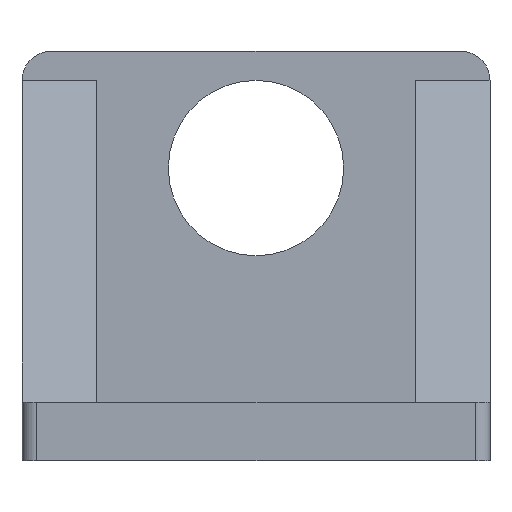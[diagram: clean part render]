
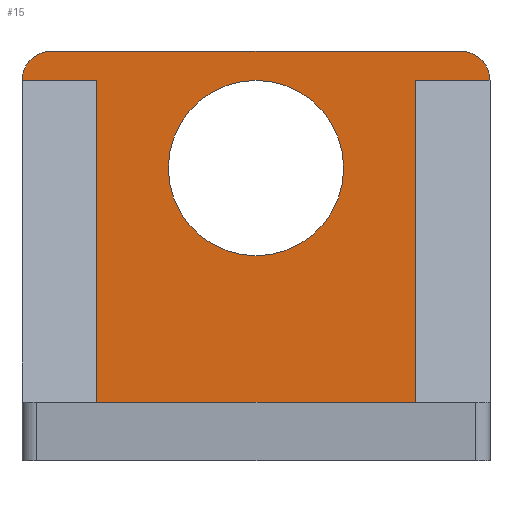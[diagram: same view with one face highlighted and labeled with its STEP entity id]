
A CAD part, left-side view. The second image highlights one B-rep face of the part: STEP entity #15.
In plain terms, the highlighted planar face has unit normal (-1, 0, 0).
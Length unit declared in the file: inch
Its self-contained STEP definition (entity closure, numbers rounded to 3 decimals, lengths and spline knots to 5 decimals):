
#8 = EDGE_CURVE ( 'NONE', #32, #750, #1076, .T. ) ;
#9 = EDGE_LOOP ( 'NONE', ( #356, #265 ) ) ;
#13 = CARTESIAN_POINT ( 'NONE',  ( 3.73701, 2.14961, 5.1174 ) ) ;
#15 = ADVANCED_FACE ( 'NONE', ( #1033, #748 ), #781, .F. ) ;
#18 = VERTEX_POINT ( 'NONE', #13 ) ;
#25 = CARTESIAN_POINT ( 'NONE',  ( 3.73701, 3.14961, 5.5074 ) ) ;
#30 = VECTOR ( 'NONE', #620, 39.37008 ) ;
#32 = VERTEX_POINT ( 'NONE', #690 ) ;
#36 = LINE ( 'NONE', #775, #1101 ) ;
#44 = CARTESIAN_POINT ( 'NONE',  ( 3.73701, -2.14961, 5.1174 ) ) ;
#70 = VECTOR ( 'NONE', #575, 39.37008 ) ;
#77 = LINE ( 'NONE', #936, #937 ) ;
#82 = CARTESIAN_POINT ( 'NONE',  ( 3.73701, 0., 0. ) ) ;
#84 = VERTEX_POINT ( 'NONE', #795 ) ;
#104 = DIRECTION ( 'NONE',  ( -1., 0., 0. ) ) ;
#130 = DIRECTION ( 'NONE',  ( -1., 0., 0. ) ) ;
#145 = CARTESIAN_POINT ( 'NONE',  ( 3.73701, 0., 3.9374 ) ) ;
#158 = AXIS2_PLACEMENT_3D ( 'NONE', #145, #1050, #516 ) ;
#168 = EDGE_CURVE ( 'NONE', #933, #466, #845, .T. ) ;
#179 = CARTESIAN_POINT ( 'NONE',  ( 3.73701, 0., 3.9374 ) ) ;
#199 = LINE ( 'NONE', #661, #70 ) ;
#208 = CARTESIAN_POINT ( 'NONE',  ( 3.73701, 2.14961, 5.1174 ) ) ;
#220 = DIRECTION ( 'NONE',  ( 0., 0., -1. ) ) ;
#222 = VECTOR ( 'NONE', #828, 39.37008 ) ;
#229 = CARTESIAN_POINT ( 'NONE',  ( 3.73701, -2.75961, 5.5074 ) ) ;
#234 = VERTEX_POINT ( 'NONE', #1084 ) ;
#238 = EDGE_CURVE ( 'NONE', #713, #84, #1043, .T. ) ;
#249 = DIRECTION ( 'NONE',  ( 0., 0., 1. ) ) ;
#256 = DIRECTION ( 'NONE',  ( 1., 0., 0. ) ) ;
#265 = ORIENTED_EDGE ( 'NONE', *, *, #8, .T. ) ;
#269 = DIRECTION ( 'NONE',  ( 1., 0., 0. ) ) ;
#273 = ORIENTED_EDGE ( 'NONE', *, *, #892, .T. ) ;
#281 = EDGE_CURVE ( 'NONE', #18, #887, #481, .T. ) ;
#317 = ORIENTED_EDGE ( 'NONE', *, *, #587, .F. ) ;
#344 = DIRECTION ( 'NONE',  ( 0., 0., -1. ) ) ;
#356 = ORIENTED_EDGE ( 'NONE', *, *, #508, .T. ) ;
#377 = CARTESIAN_POINT ( 'NONE',  ( 3.73701, 2.75961, 5.5074 ) ) ;
#400 = LINE ( 'NONE', #25, #30 ) ;
#419 = EDGE_CURVE ( 'NONE', #18, #84, #199, .T. ) ;
#449 = CARTESIAN_POINT ( 'NONE',  ( 3.73701, -2.75961, 5.1174 ) ) ;
#466 = VERTEX_POINT ( 'NONE', #229 ) ;
#481 = LINE ( 'NONE', #208, #222 ) ;
#492 = ORIENTED_EDGE ( 'NONE', *, *, #281, .T. ) ;
#508 = EDGE_CURVE ( 'NONE', #750, #32, #860, .T. ) ;
#516 = DIRECTION ( 'NONE',  ( 0., 0., -1. ) ) ;
#525 = ORIENTED_EDGE ( 'NONE', *, *, #1028, .T. ) ;
#561 = CARTESIAN_POINT ( 'NONE',  ( 3.73701, -3.14961, 5.1174 ) ) ;
#569 = ORIENTED_EDGE ( 'NONE', *, *, #419, .F. ) ;
#572 = ORIENTED_EDGE ( 'NONE', *, *, #1049, .F. ) ;
#573 = LINE ( 'NONE', #622, #717 ) ;
#575 = DIRECTION ( 'NONE',  ( 0., 1., 0. ) ) ;
#587 = EDGE_CURVE ( 'NONE', #713, #466, #400, .T. ) ;
#591 = AXIS2_PLACEMENT_3D ( 'NONE', #635, #130, #220 ) ;
#620 = DIRECTION ( 'NONE',  ( 0., -1., 0. ) ) ;
#622 = CARTESIAN_POINT ( 'NONE',  ( 3.73701, -2.14961, 5.1174 ) ) ;
#635 = CARTESIAN_POINT ( 'NONE',  ( 3.73701, 2.75961, 5.1174 ) ) ;
#661 = CARTESIAN_POINT ( 'NONE',  ( 3.73701, 2.14961, 5.1174 ) ) ;
#690 = CARTESIAN_POINT ( 'NONE',  ( 3.73701, 0., 5.1174 ) ) ;
#709 = AXIS2_PLACEMENT_3D ( 'NONE', #179, #269, #344 ) ;
#713 = VERTEX_POINT ( 'NONE', #377 ) ;
#717 = VECTOR ( 'NONE', #1003, 39.37008 ) ;
#748 = FACE_OUTER_BOUND ( 'NONE', #912, .T. ) ;
#750 = VERTEX_POINT ( 'NONE', #902 ) ;
#775 = CARTESIAN_POINT ( 'NONE',  ( 3.73701, -2.14961, 5.1174 ) ) ;
#781 = PLANE ( 'NONE',  #1128 ) ;
#795 = CARTESIAN_POINT ( 'NONE',  ( 3.73701, 3.14961, 5.1174 ) ) ;
#827 = CARTESIAN_POINT ( 'NONE',  ( 3.73701, 2.14961, 0.7874 ) ) ;
#828 = DIRECTION ( 'NONE',  ( 0., 0., -1. ) ) ;
#845 = CIRCLE ( 'NONE', #1032, 0.39 ) ;
#860 = CIRCLE ( 'NONE', #158, 1.18 ) ;
#877 = DIRECTION ( 'NONE',  ( 0., 0., -1. ) ) ;
#887 = VERTEX_POINT ( 'NONE', #827 ) ;
#888 = ORIENTED_EDGE ( 'NONE', *, *, #238, .T. ) ;
#892 = EDGE_CURVE ( 'NONE', #1030, #933, #573, .T. ) ;
#902 = CARTESIAN_POINT ( 'NONE',  ( 3.73701, 0., 2.7574 ) ) ;
#912 = EDGE_LOOP ( 'NONE', ( #888, #569, #492, #572, #525, #273, #1067, #317 ) ) ;
#933 = VERTEX_POINT ( 'NONE', #561 ) ;
#936 = CARTESIAN_POINT ( 'NONE',  ( 3.73701, -3.14961, 0.7874 ) ) ;
#937 = VECTOR ( 'NONE', #1025, 39.37008 ) ;
#1003 = DIRECTION ( 'NONE',  ( 0., -1., 0. ) ) ;
#1025 = DIRECTION ( 'NONE',  ( 0., 1., 0. ) ) ;
#1028 = EDGE_CURVE ( 'NONE', #234, #1030, #36, .T. ) ;
#1030 = VERTEX_POINT ( 'NONE', #44 ) ;
#1032 = AXIS2_PLACEMENT_3D ( 'NONE', #449, #104, #1072 ) ;
#1033 = FACE_BOUND ( 'NONE', #9, .T. ) ;
#1043 = CIRCLE ( 'NONE', #591, 0.39 ) ;
#1049 = EDGE_CURVE ( 'NONE', #234, #887, #77, .T. ) ;
#1050 = DIRECTION ( 'NONE',  ( 1., 0., 0. ) ) ;
#1067 = ORIENTED_EDGE ( 'NONE', *, *, #168, .T. ) ;
#1072 = DIRECTION ( 'NONE',  ( 0., 0., -1. ) ) ;
#1076 = CIRCLE ( 'NONE', #709, 1.18 ) ;
#1084 = CARTESIAN_POINT ( 'NONE',  ( 3.73701, -2.14961, 0.7874 ) ) ;
#1101 = VECTOR ( 'NONE', #249, 39.37008 ) ;
#1128 = AXIS2_PLACEMENT_3D ( 'NONE', #82, #256, #877 ) ;
